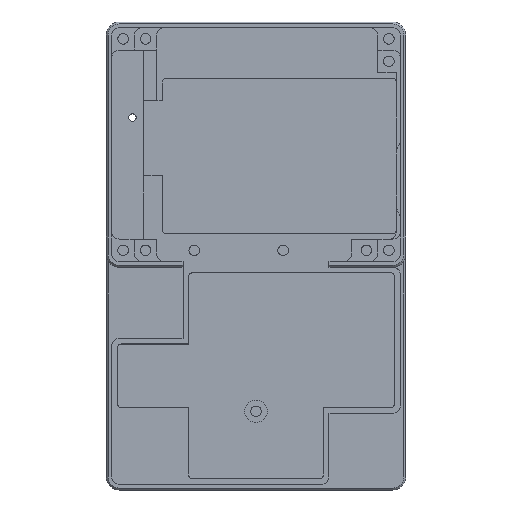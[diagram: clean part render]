
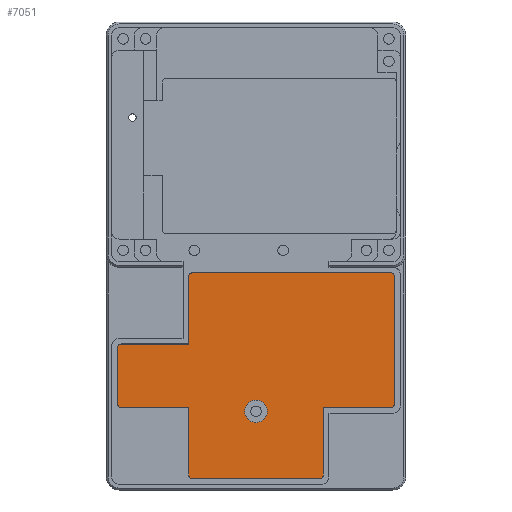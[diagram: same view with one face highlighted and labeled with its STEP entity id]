
A CAD part, top view. The second image highlights one B-rep face of the part: STEP entity #7051.
In plain terms, the highlighted planar face has unit normal (0, 0, 1).
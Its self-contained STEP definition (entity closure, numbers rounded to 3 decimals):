
#4815 = VERTEX_POINT('',#4816);
#4816 = CARTESIAN_POINT('',(4.,-86.,2.5));
#4822 = EDGE_CURVE('',#4815,#4823,#4825,.T.);
#4823 = VERTEX_POINT('',#4824);
#4824 = CARTESIAN_POINT('',(3.,-87.,2.5));
#4825 = CIRCLE('',#4826,1.);
#4826 = AXIS2_PLACEMENT_3D('',#4827,#4828,#4829);
#4827 = CARTESIAN_POINT('',(4.,-87.,2.5));
#4828 = DIRECTION('',(0.,0.,1.));
#4829 = DIRECTION('',(1.,0.,0.));
#4847 = EDGE_CURVE('',#4815,#4848,#4850,.T.);
#4848 = VERTEX_POINT('',#4849);
#4849 = CARTESIAN_POINT('',(22.,-86.,2.5));
#4850 = LINE('',#4851,#4852);
#4851 = CARTESIAN_POINT('',(4.,-86.,2.5));
#4852 = VECTOR('',#4853,1.);
#4853 = DIRECTION('',(1.,0.,0.));
#4871 = VERTEX_POINT('',#4872);
#4872 = CARTESIAN_POINT('',(3.,-102.,2.5));
#4878 = EDGE_CURVE('',#4871,#4823,#4879,.T.);
#4879 = LINE('',#4880,#4881);
#4880 = CARTESIAN_POINT('',(3.,-102.,2.5));
#4881 = VECTOR('',#4882,1.);
#4882 = DIRECTION('',(0.,1.,0.));
#4895 = EDGE_CURVE('',#4848,#4896,#4898,.T.);
#4896 = VERTEX_POINT('',#4897);
#4897 = CARTESIAN_POINT('',(22.,-68.,2.5));
#4898 = LINE('',#4899,#4900);
#4899 = CARTESIAN_POINT('',(22.,-86.,2.5));
#4900 = VECTOR('',#4901,1.);
#4901 = DIRECTION('',(0.,1.,0.));
#4919 = EDGE_CURVE('',#4871,#4920,#4922,.T.);
#4920 = VERTEX_POINT('',#4921);
#4921 = CARTESIAN_POINT('',(4.,-103.,2.5));
#4922 = CIRCLE('',#4923,1.);
#4923 = AXIS2_PLACEMENT_3D('',#4924,#4925,#4926);
#4924 = CARTESIAN_POINT('',(4.,-102.,2.5));
#4925 = DIRECTION('',(0.,0.,1.));
#4926 = DIRECTION('',(1.,0.,0.));
#4944 = VERTEX_POINT('',#4945);
#4945 = CARTESIAN_POINT('',(23.,-67.,2.5));
#4951 = EDGE_CURVE('',#4944,#4896,#4952,.T.);
#4952 = CIRCLE('',#4953,1.);
#4953 = AXIS2_PLACEMENT_3D('',#4954,#4955,#4956);
#4954 = CARTESIAN_POINT('',(23.,-68.,2.5));
#4955 = DIRECTION('',(0.,0.,1.));
#4956 = DIRECTION('',(1.,0.,0.));
#4969 = VERTEX_POINT('',#4970);
#4970 = CARTESIAN_POINT('',(22.,-103.,2.5));
#4976 = EDGE_CURVE('',#4969,#4920,#4977,.T.);
#4977 = LINE('',#4978,#4979);
#4978 = CARTESIAN_POINT('',(22.,-103.,2.5));
#4979 = VECTOR('',#4980,1.);
#4980 = DIRECTION('',(-1.,0.,0.));
#4993 = EDGE_CURVE('',#4944,#4994,#4996,.T.);
#4994 = VERTEX_POINT('',#4995);
#4995 = CARTESIAN_POINT('',(76.,-67.,2.5));
#4996 = LINE('',#4997,#4998);
#4997 = CARTESIAN_POINT('',(23.,-67.,2.5));
#4998 = VECTOR('',#4999,1.);
#4999 = DIRECTION('',(1.,0.,0.));
#5017 = VERTEX_POINT('',#5018);
#5018 = CARTESIAN_POINT('',(22.,-121.,2.5));
#5024 = EDGE_CURVE('',#5017,#4969,#5025,.T.);
#5025 = LINE('',#5026,#5027);
#5026 = CARTESIAN_POINT('',(22.,-121.,2.5));
#5027 = VECTOR('',#5028,1.);
#5028 = DIRECTION('',(0.,1.,0.));
#5041 = VERTEX_POINT('',#5042);
#5042 = CARTESIAN_POINT('',(77.,-68.,2.5));
#5048 = EDGE_CURVE('',#5041,#4994,#5049,.T.);
#5049 = CIRCLE('',#5050,1.);
#5050 = AXIS2_PLACEMENT_3D('',#5051,#5052,#5053);
#5051 = CARTESIAN_POINT('',(76.,-68.,2.5));
#5052 = DIRECTION('',(0.,0.,1.));
#5053 = DIRECTION('',(1.,0.,0.));
#5066 = EDGE_CURVE('',#5017,#5067,#5069,.T.);
#5067 = VERTEX_POINT('',#5068);
#5068 = CARTESIAN_POINT('',(23.,-122.,2.5));
#5069 = CIRCLE('',#5070,1.);
#5070 = AXIS2_PLACEMENT_3D('',#5071,#5072,#5073);
#5071 = CARTESIAN_POINT('',(23.,-121.,2.5));
#5072 = DIRECTION('',(0.,0.,1.));
#5073 = DIRECTION('',(1.,0.,0.));
#5091 = EDGE_CURVE('',#5041,#5092,#5094,.T.);
#5092 = VERTEX_POINT('',#5093);
#5093 = CARTESIAN_POINT('',(77.,-102.,2.5));
#5094 = LINE('',#5095,#5096);
#5095 = CARTESIAN_POINT('',(77.,-68.,2.5));
#5096 = VECTOR('',#5097,1.);
#5097 = DIRECTION('',(0.,-1.,0.));
#5115 = VERTEX_POINT('',#5116);
#5116 = CARTESIAN_POINT('',(57.,-122.,2.5));
#5122 = EDGE_CURVE('',#5115,#5067,#5123,.T.);
#5123 = LINE('',#5124,#5125);
#5124 = CARTESIAN_POINT('',(57.,-122.,2.5));
#5125 = VECTOR('',#5126,1.);
#5126 = DIRECTION('',(-1.,0.,0.));
#5139 = VERTEX_POINT('',#5140);
#5140 = CARTESIAN_POINT('',(76.,-103.,2.5));
#5146 = EDGE_CURVE('',#5139,#5092,#5147,.T.);
#5147 = CIRCLE('',#5148,1.);
#5148 = AXIS2_PLACEMENT_3D('',#5149,#5150,#5151);
#5149 = CARTESIAN_POINT('',(76.,-102.,2.5));
#5150 = DIRECTION('',(0.,0.,1.));
#5151 = DIRECTION('',(1.,0.,0.));
#5164 = EDGE_CURVE('',#5115,#5165,#5167,.T.);
#5165 = VERTEX_POINT('',#5166);
#5166 = CARTESIAN_POINT('',(58.,-121.,2.5));
#5167 = CIRCLE('',#5168,1.);
#5168 = AXIS2_PLACEMENT_3D('',#5169,#5170,#5171);
#5169 = CARTESIAN_POINT('',(57.,-121.,2.5));
#5170 = DIRECTION('',(0.,0.,1.));
#5171 = DIRECTION('',(1.,0.,0.));
#5189 = EDGE_CURVE('',#5139,#5190,#5192,.T.);
#5190 = VERTEX_POINT('',#5191);
#5191 = CARTESIAN_POINT('',(58.,-103.,2.5));
#5192 = LINE('',#5193,#5194);
#5193 = CARTESIAN_POINT('',(76.,-103.,2.5));
#5194 = VECTOR('',#5195,1.);
#5195 = DIRECTION('',(-1.,0.,0.));
#5213 = EDGE_CURVE('',#5190,#5165,#5214,.T.);
#5214 = LINE('',#5215,#5216);
#5215 = CARTESIAN_POINT('',(58.,-103.,2.5));
#5216 = VECTOR('',#5217,1.);
#5217 = DIRECTION('',(0.,-1.,0.));
#7051 = ADVANCED_FACE('',(#7052,#7071),#7082,.T.);
#7052 = FACE_BOUND('',#7053,.F.);
#7053 = EDGE_LOOP('',(#7054,#7055,#7056,#7057,#7058,#7059,#7060,#7061,
    #7062,#7063,#7064,#7065,#7066,#7067,#7068,#7069,#7070));
#7054 = ORIENTED_EDGE('',*,*,#4847,.T.);
#7055 = ORIENTED_EDGE('',*,*,#4895,.T.);
#7056 = ORIENTED_EDGE('',*,*,#4951,.F.);
#7057 = ORIENTED_EDGE('',*,*,#4993,.T.);
#7058 = ORIENTED_EDGE('',*,*,#5048,.F.);
#7059 = ORIENTED_EDGE('',*,*,#5091,.T.);
#7060 = ORIENTED_EDGE('',*,*,#5146,.F.);
#7061 = ORIENTED_EDGE('',*,*,#5189,.T.);
#7062 = ORIENTED_EDGE('',*,*,#5213,.T.);
#7063 = ORIENTED_EDGE('',*,*,#5164,.F.);
#7064 = ORIENTED_EDGE('',*,*,#5122,.T.);
#7065 = ORIENTED_EDGE('',*,*,#5066,.F.);
#7066 = ORIENTED_EDGE('',*,*,#5024,.T.);
#7067 = ORIENTED_EDGE('',*,*,#4976,.T.);
#7068 = ORIENTED_EDGE('',*,*,#4919,.F.);
#7069 = ORIENTED_EDGE('',*,*,#4878,.T.);
#7070 = ORIENTED_EDGE('',*,*,#4822,.F.);
#7071 = FACE_BOUND('',#7072,.F.);
#7072 = EDGE_LOOP('',(#7073));
#7073 = ORIENTED_EDGE('',*,*,#7074,.T.);
#7074 = EDGE_CURVE('',#7075,#7075,#7077,.T.);
#7075 = VERTEX_POINT('',#7076);
#7076 = CARTESIAN_POINT('',(43.,-104.,2.5));
#7077 = CIRCLE('',#7078,3.);
#7078 = AXIS2_PLACEMENT_3D('',#7079,#7080,#7081);
#7079 = CARTESIAN_POINT('',(40.,-104.,2.5));
#7080 = DIRECTION('',(0.,0.,1.));
#7081 = DIRECTION('',(1.,0.,0.));
#7082 = PLANE('',#7083);
#7083 = AXIS2_PLACEMENT_3D('',#7084,#7085,#7086);
#7084 = CARTESIAN_POINT('',(41.365,-93.698,2.5));
#7085 = DIRECTION('',(0.,0.,1.));
#7086 = DIRECTION('',(1.,0.,0.));
